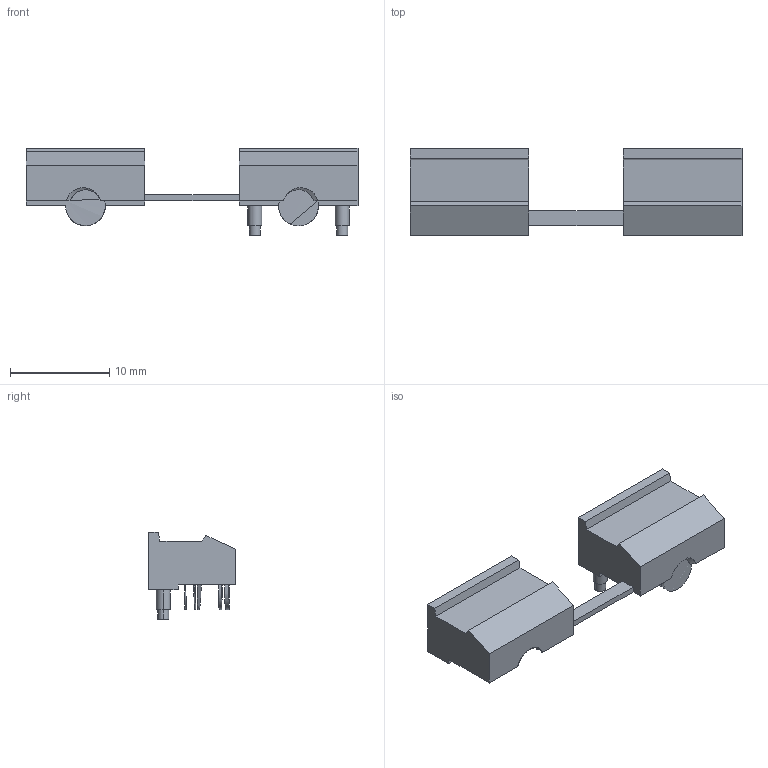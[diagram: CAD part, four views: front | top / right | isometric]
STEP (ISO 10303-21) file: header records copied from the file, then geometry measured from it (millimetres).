
FILE_DESCRIPTION (( 'STEP AP214' ), '1' );
FILE_NAME ('6211680', '2019-01-28T16:53:50', ( '' ), ('JUGARD+KÜNSTNER GmbH'), 'SwSTEP 2.0', 'SolidWorks 2017', '' );
FILE_SCHEMA (( 'AUTOMOTIVE_DESIGN' ));
Length unit declared in the file: millimetre
Products named in the file (1): 6211680
Bounding box: 33.5 x 8.8 x 8.8 mm (x, y, z)
Volume: 877.5 mm3; surface area: 1007.5 mm2
Topology: 1 solids, 1 shells, 159 faces, 453 edges, 302 vertices
Faces by surface type: bspline 64, cylinder 52, plane 38, cone 5
Entity records: 35370 total; most frequent: CARTESIAN_POINT 31932, ORIENTED_EDGE 906, DIRECTION 476, EDGE_CURVE 453, VERTEX_POINT 302, LINE 216, VECTOR 216, EDGE_LOOP 165
